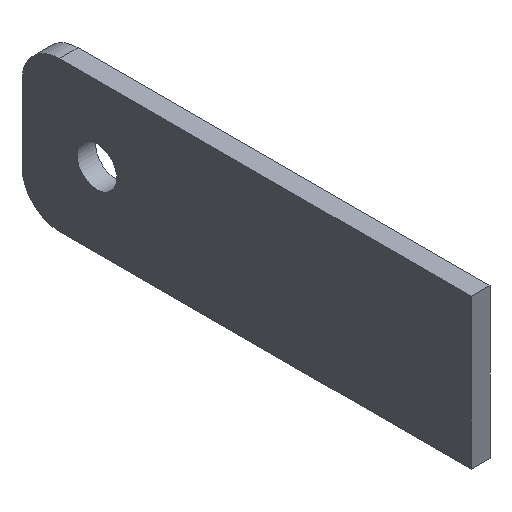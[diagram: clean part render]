
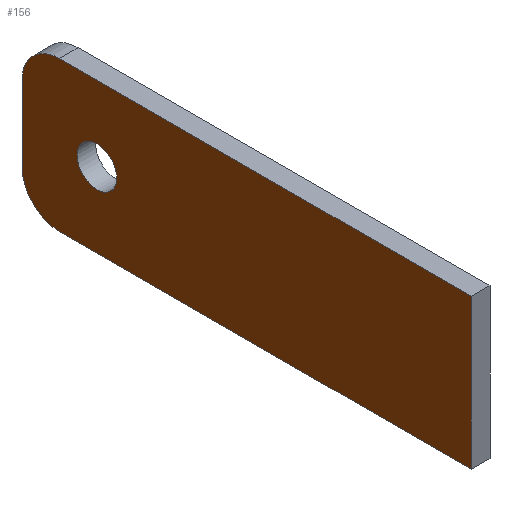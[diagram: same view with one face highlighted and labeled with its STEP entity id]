
A CAD part, isometric view. The second image highlights one B-rep face of the part: STEP entity #156.
In plain terms, the highlighted planar face has unit normal (-1, 0, 0).
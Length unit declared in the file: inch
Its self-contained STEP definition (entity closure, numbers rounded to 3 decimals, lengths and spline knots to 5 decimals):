
#18=FACE_BOUND('',#31,.T.);
#21=FACE_OUTER_BOUND('',#30,.T.);
#30=EDGE_LOOP('',(#110,#111,#112,#113,#114,#115));
#31=EDGE_LOOP('',(#116));
#42=LINE('',#240,#56);
#43=LINE('',#242,#57);
#44=LINE('',#244,#58);
#45=LINE('',#247,#59);
#56=VECTOR('',#194,2.75);
#57=VECTOR('',#195,1.);
#58=VECTOR('',#196,2.75);
#59=VECTOR('',#199,0.5);
#70=CIRCLE('',#174,0.25);
#71=CIRCLE('',#175,0.25);
#72=CIRCLE('',#176,0.1325);
#76=VERTEX_POINT('',#236);
#77=VERTEX_POINT('',#237);
#78=VERTEX_POINT('',#239);
#79=VERTEX_POINT('',#241);
#80=VERTEX_POINT('',#243);
#81=VERTEX_POINT('',#245);
#82=VERTEX_POINT('',#248);
#90=EDGE_CURVE('',#76,#77,#70,.T.);
#91=EDGE_CURVE('',#76,#78,#42,.T.);
#92=EDGE_CURVE('',#78,#79,#43,.T.);
#93=EDGE_CURVE('',#79,#80,#44,.T.);
#94=EDGE_CURVE('',#81,#80,#71,.T.);
#95=EDGE_CURVE('',#81,#77,#45,.T.);
#96=EDGE_CURVE('',#82,#82,#72,.T.);
#110=ORIENTED_EDGE('',*,*,#90,.F.);
#111=ORIENTED_EDGE('',*,*,#91,.T.);
#112=ORIENTED_EDGE('',*,*,#92,.T.);
#113=ORIENTED_EDGE('',*,*,#93,.T.);
#114=ORIENTED_EDGE('',*,*,#94,.F.);
#115=ORIENTED_EDGE('',*,*,#95,.T.);
#116=ORIENTED_EDGE('',*,*,#96,.F.);
#150=PLANE('',#173);
#156=ADVANCED_FACE('',(#21,#18),#150,.F.);
#173=AXIS2_PLACEMENT_3D('',#235,#190,#191);
#174=AXIS2_PLACEMENT_3D('',#238,#192,#193);
#175=AXIS2_PLACEMENT_3D('',#246,#197,#198);
#176=AXIS2_PLACEMENT_3D('',#249,#200,#201);
#190=DIRECTION('center_axis',(1.,0.,0.));
#191=DIRECTION('ref_axis',(0.,-1.,0.));
#192=DIRECTION('center_axis',(1.,0.,0.));
#193=DIRECTION('ref_axis',(0.,0.,-1.));
#194=DIRECTION('',(0.,-1.,0.));
#195=DIRECTION('',(0.,0.,1.));
#196=DIRECTION('',(0.,1.,0.));
#197=DIRECTION('center_axis',(1.,0.,0.));
#198=DIRECTION('ref_axis',(0.,1.,0.));
#199=DIRECTION('',(0.,0.,-1.));
#200=DIRECTION('center_axis',(-1.,0.,0.));
#201=DIRECTION('ref_axis',(0.,-1.,0.));
#235=CARTESIAN_POINT('Origin',(0.,0.,0.));
#236=CARTESIAN_POINT('',(0.,2.75,0.));
#237=CARTESIAN_POINT('',(0.,3.,0.25));
#238=CARTESIAN_POINT('Origin',(0.,2.75,0.25));
#239=CARTESIAN_POINT('',(0.,0.,0.));
#240=CARTESIAN_POINT('',(0.,2.75,0.));
#241=CARTESIAN_POINT('',(0.,0.,1.));
#242=CARTESIAN_POINT('',(0.,0.,0.));
#243=CARTESIAN_POINT('',(0.,2.75,1.));
#244=CARTESIAN_POINT('',(0.,0.,1.));
#245=CARTESIAN_POINT('',(0.,3.,0.75));
#246=CARTESIAN_POINT('Origin',(0.,2.75,0.75));
#247=CARTESIAN_POINT('',(0.,3.,0.75));
#248=CARTESIAN_POINT('',(0.,2.3675,0.5));
#249=CARTESIAN_POINT('Origin',(0.,2.5,0.5));
